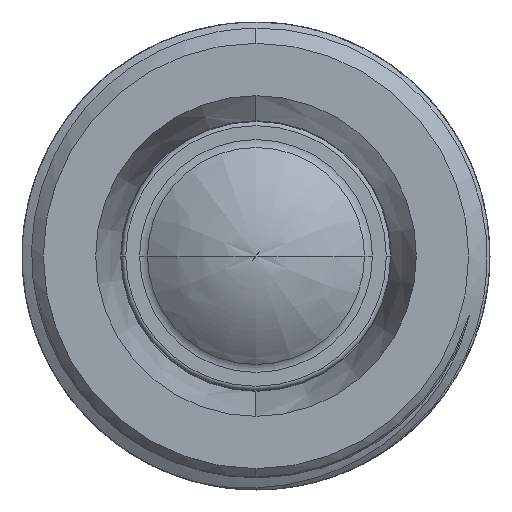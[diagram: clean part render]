
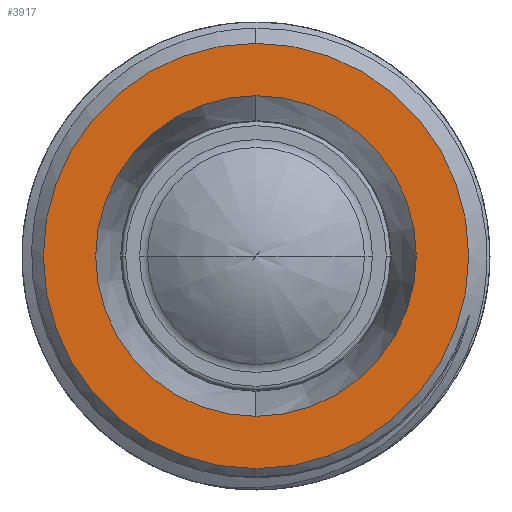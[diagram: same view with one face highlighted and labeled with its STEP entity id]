
A CAD part, left-side view. The second image highlights one B-rep face of the part: STEP entity #3917.
In plain terms, the highlighted planar face has unit normal (-1, 0, 0).
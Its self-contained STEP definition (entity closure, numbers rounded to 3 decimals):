
#694 = CARTESIAN_POINT ( 'NONE',  ( -1.072, 0., 3.769 ) ) ;
#912 = EDGE_CURVE ( 'NONE', #6408, #3200, #8882, .T. ) ;
#1366 = VERTEX_POINT ( 'NONE', #10289 ) ;
#1497 = DIRECTION ( 'NONE',  ( -1., 0., 0. ) ) ;
#1594 = DIRECTION ( 'NONE',  ( 1., 0., 0. ) ) ;
#1660 = EDGE_CURVE ( 'NONE', #1366, #8921, #7663, .T. ) ;
#2207 = AXIS2_PLACEMENT_3D ( 'NONE', #5999, #8252, #13966 ) ;
#3200 = VERTEX_POINT ( 'NONE', #9921 ) ;
#3691 = CIRCLE ( 'NONE', #13971, 3.769 ) ;
#3805 = DIRECTION ( 'NONE',  ( 0., -1., 0. ) ) ;
#3917 = ADVANCED_FACE ( 'NONE', ( #11575, #8208 ), #9569, .T. ) ;
#5999 = CARTESIAN_POINT ( 'NONE',  ( -1.072, 0., 0. ) ) ;
#6239 = DIRECTION ( 'NONE',  ( 1., 0., 0. ) ) ;
#6362 = DIRECTION ( 'NONE',  ( 0., 0., 1. ) ) ;
#6408 = VERTEX_POINT ( 'NONE', #7483 ) ;
#7149 = ORIENTED_EDGE ( 'NONE', *, *, #8335, .T. ) ;
#7350 = DIRECTION ( 'NONE',  ( 0., 0., 1. ) ) ;
#7373 = ORIENTED_EDGE ( 'NONE', *, *, #1660, .T. ) ;
#7483 = CARTESIAN_POINT ( 'NONE',  ( -1.072, 0., 5. ) ) ;
#7663 = CIRCLE ( 'NONE', #2207, 3.769 ) ;
#7803 = AXIS2_PLACEMENT_3D ( 'NONE', #8379, #1497, #3805 ) ;
#7907 = DIRECTION ( 'NONE',  ( 1., 0., 0. ) ) ;
#8098 = AXIS2_PLACEMENT_3D ( 'NONE', #11916, #6239, #7350 ) ;
#8208 = FACE_BOUND ( 'NONE', #10204, .T. ) ;
#8252 = DIRECTION ( 'NONE',  ( 1., 0., 0. ) ) ;
#8335 = EDGE_CURVE ( 'NONE', #8921, #1366, #3691, .T. ) ;
#8379 = CARTESIAN_POINT ( 'NONE',  ( -1.072, 0., 0. ) ) ;
#8882 = CIRCLE ( 'NONE', #8098, 5. ) ;
#8921 = VERTEX_POINT ( 'NONE', #694 ) ;
#9569 = PLANE ( 'NONE',  #7803 ) ;
#9611 = CARTESIAN_POINT ( 'NONE',  ( -1.072, 0., 0. ) ) ;
#9921 = CARTESIAN_POINT ( 'NONE',  ( -1.072, 0., -5. ) ) ;
#10027 = EDGE_LOOP ( 'NONE', ( #14491, #10736 ) ) ;
#10204 = EDGE_LOOP ( 'NONE', ( #7149, #7373 ) ) ;
#10289 = CARTESIAN_POINT ( 'NONE',  ( -1.072, 0., -3.769 ) ) ;
#10736 = ORIENTED_EDGE ( 'NONE', *, *, #912, .F. ) ;
#11275 = CARTESIAN_POINT ( 'NONE',  ( -1.072, 0., 0. ) ) ;
#11375 = DIRECTION ( 'NONE',  ( 0., 0., -1. ) ) ;
#11575 = FACE_OUTER_BOUND ( 'NONE', #10027, .T. ) ;
#11916 = CARTESIAN_POINT ( 'NONE',  ( -1.072, 0., 0. ) ) ;
#13966 = DIRECTION ( 'NONE',  ( 0., 0., -1. ) ) ;
#13971 = AXIS2_PLACEMENT_3D ( 'NONE', #9611, #1594, #6362 ) ;
#14094 = CIRCLE ( 'NONE', #14800, 5. ) ;
#14491 = ORIENTED_EDGE ( 'NONE', *, *, #14677, .F. ) ;
#14677 = EDGE_CURVE ( 'NONE', #3200, #6408, #14094, .T. ) ;
#14800 = AXIS2_PLACEMENT_3D ( 'NONE', #11275, #7907, #11375 ) ;
